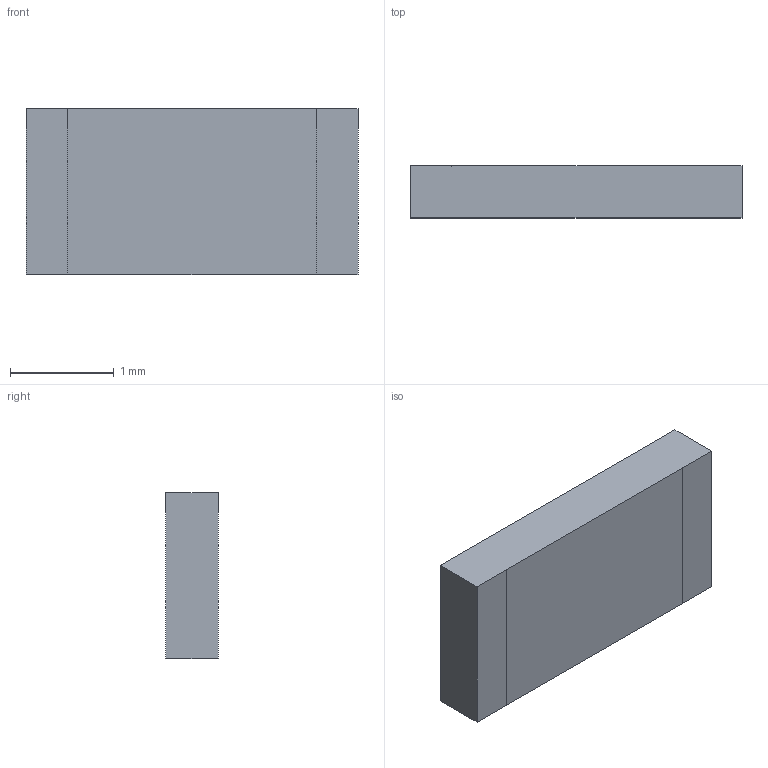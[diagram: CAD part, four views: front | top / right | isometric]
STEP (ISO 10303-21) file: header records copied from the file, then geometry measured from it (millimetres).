
FILE_DESCRIPTION (( 'STEP AP214' ), '1' );
FILE_NAME ('WLA.10_Web.STEP', '2021-03-04T11:51:05', ( 'localadmin' ), ( '' ), 'SwSTEP 2.0', 'SolidWorks 2018', '' );
FILE_SCHEMA (( 'AUTOMOTIVE_DESIGN' ));
Length unit declared in the file: millimetre
Products named in the file (1): WLA.10_Web
Bounding box: 3.2 x 0.5 x 1.6 mm (x, y, z)
Volume: 2.6 mm3; surface area: 15.1 mm2
Topology: 1 solids, 1 shells, 19 faces, 48 edges, 32 vertices
Faces by surface type: plane 19
Entity records: 662 total; most frequent: CARTESIAN_POINT 100, ORIENTED_EDGE 96, DIRECTION 88, EDGE_CURVE 48, LINE 48, VECTOR 48, VERTEX_POINT 32, AXIS2_PLACEMENT_3D 20
